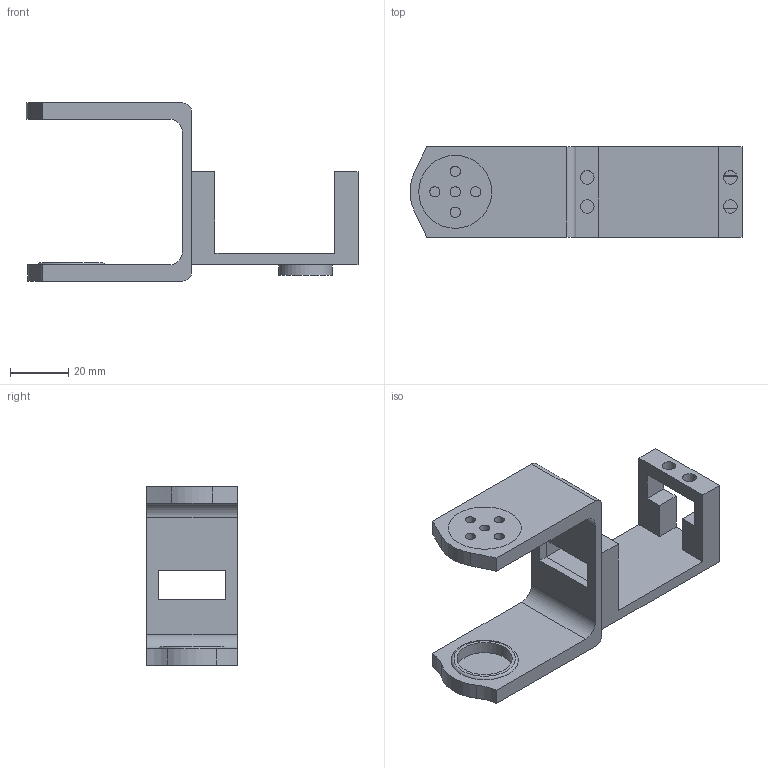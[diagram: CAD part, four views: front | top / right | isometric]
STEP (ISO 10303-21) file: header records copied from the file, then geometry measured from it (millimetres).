
FILE_DESCRIPTION(/* description */ (''),/* implementation_level */ '2;1');
FILE_NAME(/* name */ 'normal-holder.step',/* time_stamp */ '2024-02-01T16:22:15+01:00',/* author */ (''),/* organization */ (''),/* preprocessor_version */ 'ST-DEVELOPER v20',/* originating_system */ 'Autodesk Translation Framework v12.14.0.127',/* authorisation */ '');
FILE_SCHEMA (('AUTOMOTIVE_DESIGN { 1 0 10303 214 3 1 1 }'));
Length unit declared in the file: millimetre
Products named in the file (4): normal-holder; servo-holder-arm-link; connector-hole; ring
Assembly tree (3 placements, depth 3):
  normal-holder
    servo-holder-arm-link
    connector-hole
      ring
Bounding box: 113.75 x 31 x 61 mm (x, y, z)
Volume: 37576 mm3; surface area: 21686.2 mm2
Topology: 3 solids, 3 shells, 64 faces, 165 edges, 110 vertices
Faces by surface type: plane 39, cylinder 24, torus 1
Full cylindrical faces by diameter (mm): 3.5 x5, 4.65 x4, 18.35 x1, 19 x1, 20.15 x1, 25 x2
Entity records: 2139 total; most frequent: DIRECTION 358, CARTESIAN_POINT 346, ORIENTED_EDGE 330, EDGE_CURVE 165, AXIS2_PLACEMENT_3D 122, LINE 114, VECTOR 114, VERTEX_POINT 110
